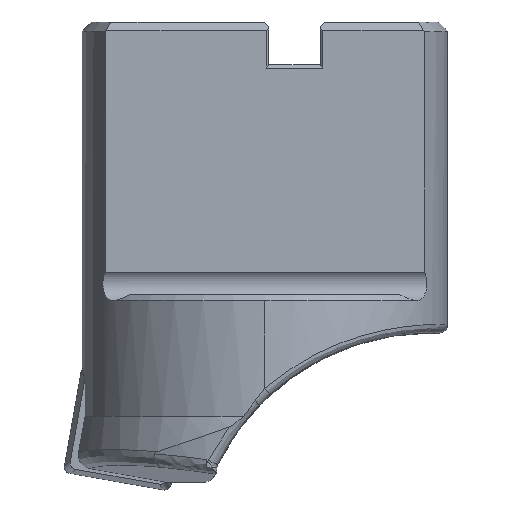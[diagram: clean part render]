
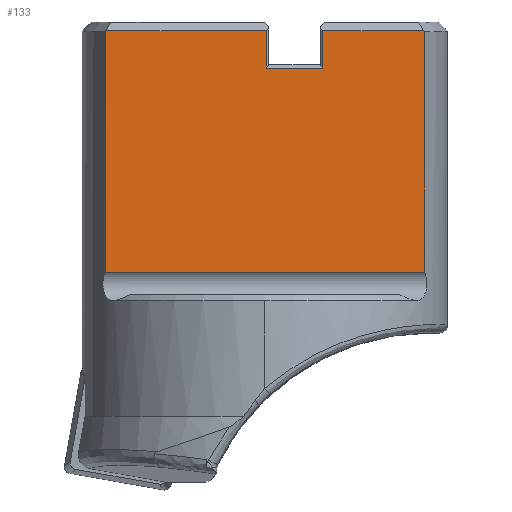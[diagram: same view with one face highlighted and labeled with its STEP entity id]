
A CAD part, front view. The second image highlights one B-rep face of the part: STEP entity #133.
In plain terms, the highlighted planar face has unit normal (0, -1, 0).
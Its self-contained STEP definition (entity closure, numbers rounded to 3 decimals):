
#62=PLANE('',#1266);
#133=ADVANCED_FACE('',(#211),#62,.F.);
#211=FACE_OUTER_BOUND('',#276,.T.);
#276=EDGE_LOOP('',(#584,#585,#586,#587,#588,#589,#590,#591,#592,#593));
#337=LINE('',#1706,#439);
#340=LINE('',#1825,#442);
#358=LINE('',#1920,#460);
#359=LINE('',#1922,#461);
#360=LINE('',#1924,#462);
#361=LINE('',#1926,#463);
#362=LINE('',#1928,#464);
#363=LINE('',#1935,#465);
#439=VECTOR('',#1356,1.);
#442=VECTOR('',#1365,1.);
#460=VECTOR('',#1391,1.);
#461=VECTOR('',#1392,1.);
#462=VECTOR('',#1393,1.);
#463=VECTOR('',#1394,1.);
#464=VECTOR('',#1395,1.);
#465=VECTOR('',#1396,1.);
#584=ORIENTED_EDGE('',*,*,#1048,.T.);
#585=ORIENTED_EDGE('',*,*,#1049,.T.);
#586=ORIENTED_EDGE('',*,*,#1050,.F.);
#587=ORIENTED_EDGE('',*,*,#1051,.F.);
#588=ORIENTED_EDGE('',*,*,#1052,.F.);
#589=ORIENTED_EDGE('',*,*,#1053,.T.);
#590=ORIENTED_EDGE('',*,*,#1054,.T.);
#591=ORIENTED_EDGE('',*,*,#1025,.T.);
#592=ORIENTED_EDGE('',*,*,#1014,.T.);
#593=ORIENTED_EDGE('',*,*,#1055,.F.);
#898=VERTEX_POINT('',#1705);
#899=VERTEX_POINT('',#1707);
#909=VERTEX_POINT('',#1826);
#928=VERTEX_POINT('',#1918);
#929=VERTEX_POINT('',#1919);
#930=VERTEX_POINT('',#1921);
#931=VERTEX_POINT('',#1923);
#932=VERTEX_POINT('',#1925);
#933=VERTEX_POINT('',#1927);
#934=VERTEX_POINT('',#1929);
#1014=EDGE_CURVE('',#899,#898,#337,.T.);
#1025=EDGE_CURVE('',#909,#899,#340,.T.);
#1048=EDGE_CURVE('',#928,#929,#1200,.T.);
#1049=EDGE_CURVE('',#929,#930,#358,.T.);
#1050=EDGE_CURVE('',#931,#930,#359,.T.);
#1051=EDGE_CURVE('',#932,#931,#360,.T.);
#1052=EDGE_CURVE('',#933,#932,#361,.T.);
#1053=EDGE_CURVE('',#933,#934,#362,.T.);
#1054=EDGE_CURVE('',#934,#909,#1201,.T.);
#1055=EDGE_CURVE('',#928,#898,#363,.T.);
#1200=B_SPLINE_CURVE_WITH_KNOTS('',3,(#1913,#1914,#1915,#1916,#1917),
 .UNSPECIFIED.,.F.,.F.,(4,1,4),(0.,0.5,1.),.UNSPECIFIED.);
#1201=B_SPLINE_CURVE_WITH_KNOTS('',3,(#1930,#1931,#1932,#1933,#1934),
 .UNSPECIFIED.,.F.,.F.,(4,1,4),(0.,0.5,1.),.UNSPECIFIED.);
#1266=AXIS2_PLACEMENT_3D('',#1936,#1397,#1398);
#1356=DIRECTION('',(1.,0.,0.));
#1365=DIRECTION('',(0.,0.,-1.));
#1391=DIRECTION('',(-1.,0.,0.));
#1392=DIRECTION('',(0.,0.,1.));
#1393=DIRECTION('',(1.,0.,0.));
#1394=DIRECTION('',(0.,0.,-1.));
#1395=DIRECTION('',(-1.,0.,0.));
#1396=DIRECTION('',(0.,0.,-1.));
#1397=DIRECTION('',(0.,1.,0.));
#1398=DIRECTION('',(0.,0.,1.));
#1705=CARTESIAN_POINT('',(7.631,0.,-14.689));
#1706=CARTESIAN_POINT('',(-11.111,0.,-14.689));
#1707=CARTESIAN_POINT('',(-11.111,0.,-14.689));
#1825=CARTESIAN_POINT('',(-11.111,0.,-0.533));
#1826=CARTESIAN_POINT('',(-11.111,0.,-0.533));
#1913=CARTESIAN_POINT('',(7.631,0.,-0.55));
#1914=CARTESIAN_POINT('',(7.602,0.,-0.525));
#1915=CARTESIAN_POINT('',(7.544,0.,-0.474));
#1916=CARTESIAN_POINT('',(7.487,0.,-0.425));
#1917=CARTESIAN_POINT('',(7.459,0.,-0.4));
#1918=CARTESIAN_POINT('',(7.631,0.,-0.55));
#1919=CARTESIAN_POINT('',(7.573,0.,-0.5));
#1920=CARTESIAN_POINT('',(-15.352,0.,-0.5));
#1921=CARTESIAN_POINT('',(1.65,0.,-0.5));
#1922=CARTESIAN_POINT('',(1.65,0.,-2.7));
#1923=CARTESIAN_POINT('',(1.65,0.,-2.7));
#1924=CARTESIAN_POINT('',(-1.65,0.,-2.7));
#1925=CARTESIAN_POINT('',(-1.65,0.,-2.7));
#1926=CARTESIAN_POINT('',(-1.65,0.,-0.4));
#1927=CARTESIAN_POINT('',(-1.65,0.,-0.5));
#1928=CARTESIAN_POINT('',(-15.352,0.,-0.5));
#1929=CARTESIAN_POINT('',(-11.073,0.,-0.5));
#1930=CARTESIAN_POINT('',(-10.959,0.,-0.4));
#1931=CARTESIAN_POINT('',(-10.984,0.,-0.422));
#1932=CARTESIAN_POINT('',(-11.034,0.,-0.466));
#1933=CARTESIAN_POINT('',(-11.086,0.,-0.511));
#1934=CARTESIAN_POINT('',(-11.111,0.,-0.533));
#1935=CARTESIAN_POINT('',(7.631,0.,-0.55));
#1936=CARTESIAN_POINT('',(-15.352,0.,-16.));
